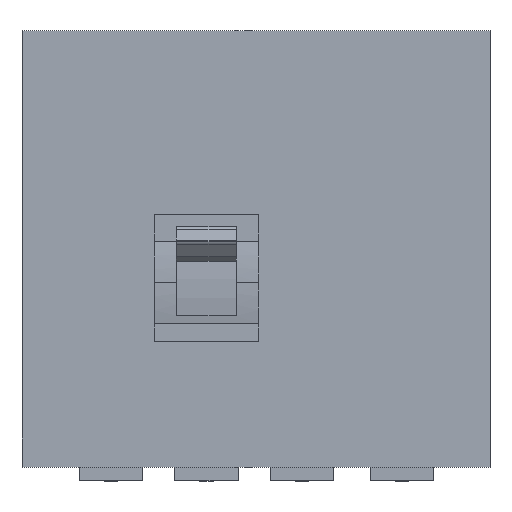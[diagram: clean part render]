
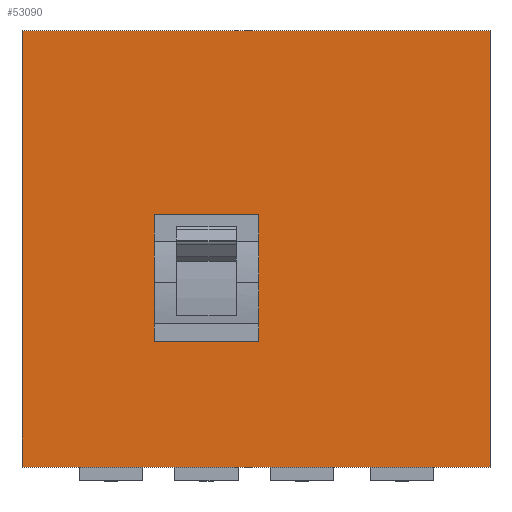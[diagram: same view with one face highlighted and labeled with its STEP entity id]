
A CAD part, top view. The second image highlights one B-rep face of the part: STEP entity #53090.
In plain terms, the highlighted planar face has unit normal (0, 0, 1).
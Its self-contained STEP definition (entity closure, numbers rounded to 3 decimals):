
#38900=CARTESIAN_POINT('',(515.,480.,-56.5));
#38910=VERTEX_POINT('',#38900);
#39060=CARTESIAN_POINT('',(515.,0.,-56.5));
#39070=VERTEX_POINT('',#39060);
#39100=CARTESIAN_POINT('',(515.,0.,-56.5));
#39110=DIRECTION('',(0.,-1.,0.));
#39120=VECTOR('',#39110,1.);
#39130=LINE('',#39100,#39120);
#39140=EDGE_CURVE('',#38910,#39070,#39130,.T.);
#39240=CARTESIAN_POINT('',(0.,0.,-56.5));
#39250=DIRECTION('',(0.,-1.,0.));
#39260=VECTOR('',#39250,1.);
#39270=LINE('',#39240,#39260);
#39280=CARTESIAN_POINT('',(0.,480.,-56.5));
#39290=VERTEX_POINT('',#39280);
#39300=CARTESIAN_POINT('',(0.,0.,-56.5));
#39310=VERTEX_POINT('',#39300);
#39320=EDGE_CURVE('',#39290,#39310,#39270,.T.);
#40040=CARTESIAN_POINT('',(0.,480.,-56.5));
#40050=DIRECTION('',(1.,0.,0.));
#40060=VECTOR('',#40050,1.);
#40070=LINE('',#40040,#40060);
#40080=EDGE_CURVE('',#39290,#38910,#40070,.T.);
#43780=CARTESIAN_POINT('',(0.,0.,-56.5));
#43790=DIRECTION('',(-1.,0.,0.));
#43800=VECTOR('',#43790,1.);
#43810=LINE('',#43780,#43800);
#43820=EDGE_CURVE('',#39070,#39310,#43810,.T.);
#47870=CARTESIAN_POINT('',(145.5,278.,-56.5));
#47880=VERTEX_POINT('',#47870);
#47910=CARTESIAN_POINT('',(0.,278.,-56.5));
#47920=DIRECTION('',(1.,0.,0.));
#47930=VECTOR('',#47920,1.);
#47940=LINE('',#47910,#47930);
#47950=CARTESIAN_POINT('',(260.5,278.,-56.5));
#47960=VERTEX_POINT('',#47950);
#47970=EDGE_CURVE('',#47880,#47960,#47940,.T.);
#49490=CARTESIAN_POINT('',(0.,138.,-56.5));
#49500=DIRECTION('',(-1.,0.,0.));
#49510=VECTOR('',#49500,1.);
#49520=LINE('',#49490,#49510);
#49530=CARTESIAN_POINT('',(260.5,138.,-56.5));
#49540=VERTEX_POINT('',#49530);
#49550=CARTESIAN_POINT('',(145.5,138.,-56.5));
#49560=VERTEX_POINT('',#49550);
#49570=EDGE_CURVE('',#49540,#49560,#49520,.T.);
#52340=CARTESIAN_POINT('',(145.5,0.,-56.5));
#52350=DIRECTION('',(0.,-1.,0.));
#52360=VECTOR('',#52350,1.);
#52370=LINE('',#52340,#52360);
#52380=EDGE_CURVE('',#47880,#49560,#52370,.T.);
#52730=CARTESIAN_POINT('',(260.5,0.,-56.5));
#52740=DIRECTION('',(0.,-1.,0.));
#52750=VECTOR('',#52740,1.);
#52760=LINE('',#52730,#52750);
#52770=EDGE_CURVE('',#47960,#49540,#52760,.T.);
#52920=CARTESIAN_POINT('',(406.,480.,-56.5));
#52930=DIRECTION('',(0.,0.,1.));
#52940=DIRECTION('',(0.,1.,0.));
#52950=AXIS2_PLACEMENT_3D('',#52920,#52930,#52940);
#52960=PLANE('',#52950);
#52970=ORIENTED_EDGE('',*,*,#43820,.F.);
#52980=ORIENTED_EDGE('',*,*,#39320,.T.);
#52990=ORIENTED_EDGE('',*,*,#40080,.F.);
#53000=ORIENTED_EDGE('',*,*,#39140,.F.);
#53010=EDGE_LOOP('',(#53000,#52990,#52980,#52970));
#53020=FACE_OUTER_BOUND('',#53010,.T.);
#53030=ORIENTED_EDGE('',*,*,#52380,.F.);
#53040=ORIENTED_EDGE('',*,*,#49570,.T.);
#53050=ORIENTED_EDGE('',*,*,#52770,.T.);
#53060=ORIENTED_EDGE('',*,*,#47970,.T.);
#53070=EDGE_LOOP('',(#53060,#53050,#53040,#53030));
#53080=FACE_BOUND('',#53070,.T.);
#53090=ADVANCED_FACE('',(#53020,#53080),#52960,.T.);
